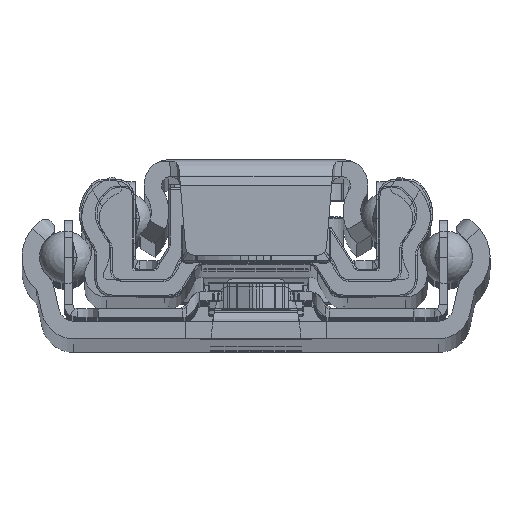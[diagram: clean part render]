
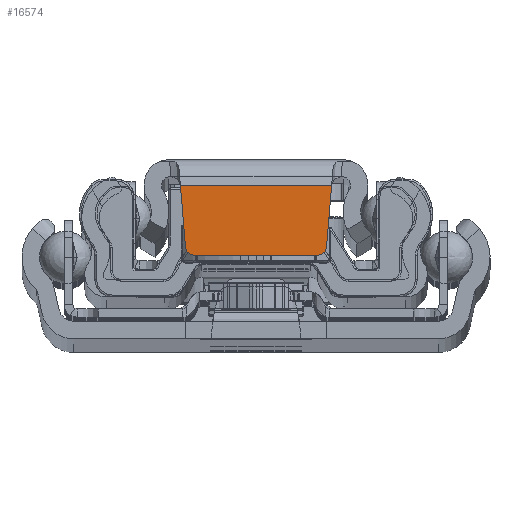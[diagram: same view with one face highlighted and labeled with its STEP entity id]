
A CAD part, top view. The second image highlights one B-rep face of the part: STEP entity #16574.
In plain terms, the highlighted planar face has unit normal (0, 0, 1).
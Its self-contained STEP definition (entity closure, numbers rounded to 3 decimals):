
#3367 = LINE ( 'NONE', #33948, #96410 ) ;
#7252 = EDGE_CURVE ( 'NONE', #90853, #118875, #24857, .T. ) ;
#9482 = CARTESIAN_POINT ( 'NONE',  ( 7.08, -11., 888. ) ) ;
#10255 = CARTESIAN_POINT ( 'NONE',  ( 7.08, -10., 888. ) ) ;
#10454 = AXIS2_PLACEMENT_3D ( 'NONE', #121126, #85406, #63940 ) ;
#16574 = ADVANCED_FACE ( 'NONE', ( #61507 ), #133856, .T. ) ;
#17527 = LINE ( 'NONE', #67686, #88559 ) ;
#18200 = ORIENTED_EDGE ( 'NONE', *, *, #121755, .T. ) ;
#18918 = DIRECTION ( 'NONE',  ( 0., 0., 1. ) ) ;
#21606 = CARTESIAN_POINT ( 'NONE',  ( 7.888, -12.334, 888. ) ) ;
#23119 = VECTOR ( 'NONE', #33314, 1000. ) ;
#23246 = DIRECTION ( 'NONE',  ( -1., 0., 0. ) ) ;
#24857 = LINE ( 'NONE', #21606, #23119 ) ;
#26790 = VERTEX_POINT ( 'NONE', #99991 ) ;
#28959 = VERTEX_POINT ( 'NONE', #122314 ) ;
#33314 = DIRECTION ( 'NONE',  ( 0.084, 0.996, 0. ) ) ;
#33948 = CARTESIAN_POINT ( 'NONE',  ( -8.924, -3., 888. ) ) ;
#46271 = VECTOR ( 'NONE', #49532, 1000. ) ;
#46897 = EDGE_CURVE ( 'NONE', #80622, #90853, #102654, .T. ) ;
#48546 = CARTESIAN_POINT ( 'NONE',  ( -8., -11., 888. ) ) ;
#49532 = DIRECTION ( 'NONE',  ( -0.084, 0.996, 0. ) ) ;
#53120 = ORIENTED_EDGE ( 'NONE', *, *, #59504, .F. ) ;
#57029 = DIRECTION ( 'NONE',  ( 0., 0., 1. ) ) ;
#59504 = EDGE_CURVE ( 'NONE', #149537, #28959, #108419, .T. ) ;
#61507 = FACE_OUTER_BOUND ( 'NONE', #65195, .T. ) ;
#63940 = DIRECTION ( 'NONE',  ( 1., 0., 0. ) ) ;
#64688 = ORIENTED_EDGE ( 'NONE', *, *, #94246, .T. ) ;
#65195 = EDGE_LOOP ( 'NONE', ( #103668, #18200, #53120, #87931, #64688, #90724 ) ) ;
#66113 = CIRCLE ( 'NONE', #69979, 1. ) ;
#67686 = CARTESIAN_POINT ( 'NONE',  ( -8., -11., 888. ) ) ;
#68549 = AXIS2_PLACEMENT_3D ( 'NONE', #10255, #57029, #102065 ) ;
#69130 = EDGE_CURVE ( 'NONE', #149537, #26790, #66113, .T. ) ;
#69979 = AXIS2_PLACEMENT_3D ( 'NONE', #125425, #18918, #100006 ) ;
#80622 = VERTEX_POINT ( 'NONE', #9482 ) ;
#85100 = CARTESIAN_POINT ( 'NONE',  ( -8.077, -10.084, 888. ) ) ;
#85406 = DIRECTION ( 'NONE',  ( 0., 0., 1. ) ) ;
#87931 = ORIENTED_EDGE ( 'NONE', *, *, #69130, .T. ) ;
#88559 = VECTOR ( 'NONE', #127456, 1000. ) ;
#90724 = ORIENTED_EDGE ( 'NONE', *, *, #46897, .T. ) ;
#90853 = VERTEX_POINT ( 'NONE', #97955 ) ;
#94246 = EDGE_CURVE ( 'NONE', #26790, #80622, #17527, .T. ) ;
#96410 = VECTOR ( 'NONE', #23246, 1000. ) ;
#97955 = CARTESIAN_POINT ( 'NONE',  ( 8.077, -10.084, 888. ) ) ;
#99991 = CARTESIAN_POINT ( 'NONE',  ( -7.08, -11., 888. ) ) ;
#100006 = DIRECTION ( 'NONE',  ( 1., 0., 0. ) ) ;
#102065 = DIRECTION ( 'NONE',  ( 1., 0., 0. ) ) ;
#102654 = CIRCLE ( 'NONE', #68549, 1. ) ;
#103386 = CARTESIAN_POINT ( 'NONE',  ( 8.672, -3., 888. ) ) ;
#103668 = ORIENTED_EDGE ( 'NONE', *, *, #7252, .T. ) ;
#108419 = LINE ( 'NONE', #48546, #46271 ) ;
#118875 = VERTEX_POINT ( 'NONE', #103386 ) ;
#121126 = CARTESIAN_POINT ( 'NONE',  ( -8., -11., 888. ) ) ;
#121755 = EDGE_CURVE ( 'NONE', #118875, #28959, #3367, .T. ) ;
#122314 = CARTESIAN_POINT ( 'NONE',  ( -8.672, -3., 888. ) ) ;
#125425 = CARTESIAN_POINT ( 'NONE',  ( -7.08, -10., 888. ) ) ;
#127456 = DIRECTION ( 'NONE',  ( 1., 0., 0. ) ) ;
#133856 = PLANE ( 'NONE',  #10454 ) ;
#149537 = VERTEX_POINT ( 'NONE', #85100 ) ;
